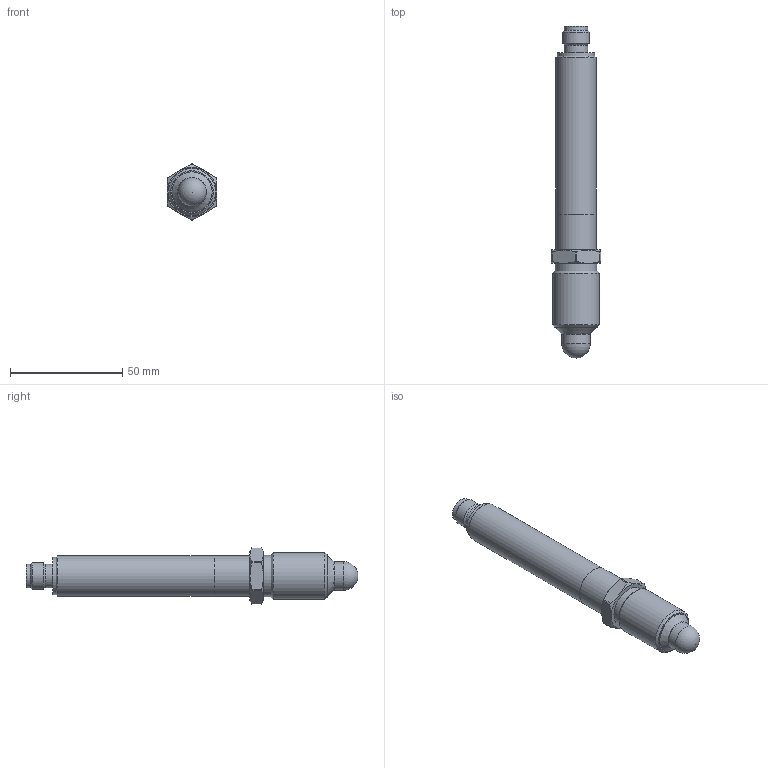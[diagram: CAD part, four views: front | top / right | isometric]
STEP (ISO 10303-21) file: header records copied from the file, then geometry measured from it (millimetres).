
FILE_DESCRIPTION(/* description */ (''),/* implementation_level */ '2;1');
FILE_NAME(/* name */ 'KA1620_Shrinkwrap_1.stp',/* time_stamp */ '2021-11-08T16:05:04+01:00',/* author */ ('Krieger Anja'),/* organization */ (''),/* preprocessor_version */ 'ST-DEVELOPER v18.1',/* originating_system */ 'Autodesk Inventor 2021',/* authorisation */ '');
FILE_SCHEMA (('AUTOMOTIVE_DESIGN { 1 0 10303 214 3 1 1 }'));
Length unit declared in the file: millimetre
Products named in the file (1): KA1620_Shrinkwrap_1
Bounding box: 22 x 148.15 x 25 mm (x, y, z)
Volume: 36560.3 mm3; surface area: 9255.7 mm2
Topology: 1 solids, 1 shells, 63 faces, 146 edges, 93 vertices
Faces by surface type: cylinder 23, cone 18, plane 16, sphere 5, torus 1
Full cylindrical faces by diameter (mm): 1 x4, 10.5 x2, 12 x1, 12.8 x1, 16.6 x1, 16.7 x1, 17.9 x1, 18 x2, 18.5 x1, 20.95 x1
Entity records: 1907 total; most frequent: CARTESIAN_POINT 346, DIRECTION 327, ORIENTED_EDGE 282, AXIS2_PLACEMENT_3D 146, EDGE_CURVE 141, VERTEX_POINT 93, CIRCLE 82, EDGE_LOOP 76
